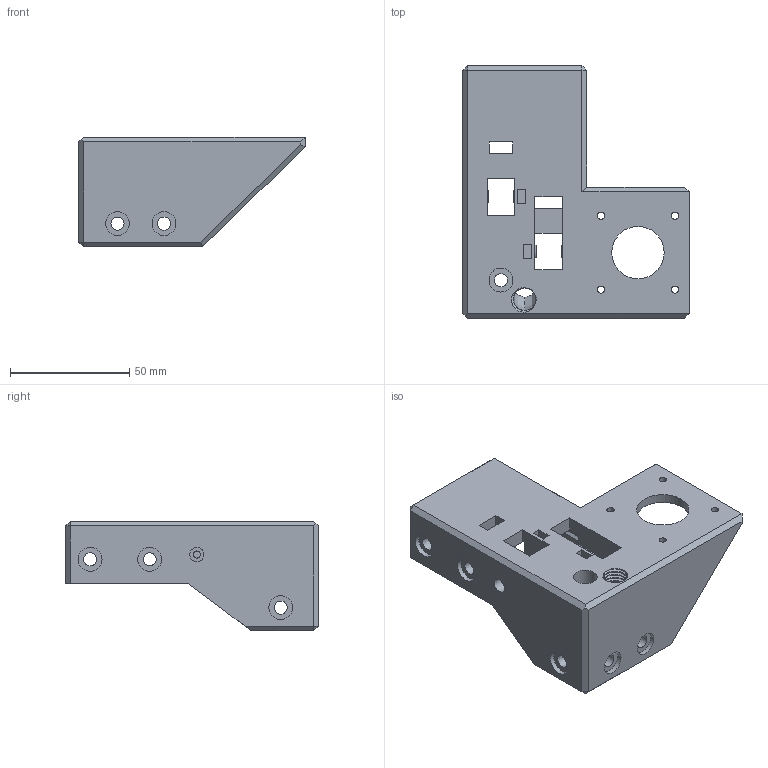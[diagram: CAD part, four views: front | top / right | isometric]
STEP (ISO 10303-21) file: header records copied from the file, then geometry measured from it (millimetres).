
FILE_DESCRIPTION(/* description */ (''),/* implementation_level */ '2;1');
FILE_NAME(/* name */ '1-Rear_Idler_Right_Squire v2.step',/* time_stamp */ '2019-09-14T12:47:33-04:00',/* author */ (''),/* organization */ (''),/* preprocessor_version */ 'ST-DEVELOPER v18',/* originating_system */ 'Autodesk Translation Framework v8.6.0.1094',/* authorisation */ '');
FILE_SCHEMA (('AUTOMOTIVE_DESIGN { 1 0 10303 214 3 1 1 }'));
Length unit declared in the file: millimetre
Products named in the file (1): 1-Rear_Idler_Right_Squire
Bounding box: 95 x 106 x 46 mm (x, y, z)
Volume: 114096.8 mm3; surface area: 38593.2 mm2
Topology: 1 solids, 1 shells, 160 faces, 469 edges, 326 vertices
Faces by surface type: plane 107, cylinder 45, cone 4, bspline 4
Full cylindrical faces by diameter (mm): 3 x10, 5.5 x9, 6 x2, 9.525 x5, 10 x9, 11.244 x5, 22 x1
Entity records: 7808 total; most frequent: CARTESIAN_POINT 3345, ORIENTED_EDGE 938, DIRECTION 880, EDGE_CURVE 469, VERTEX_POINT 326, LINE 298, VECTOR 298, AXIS2_PLACEMENT_3D 291
